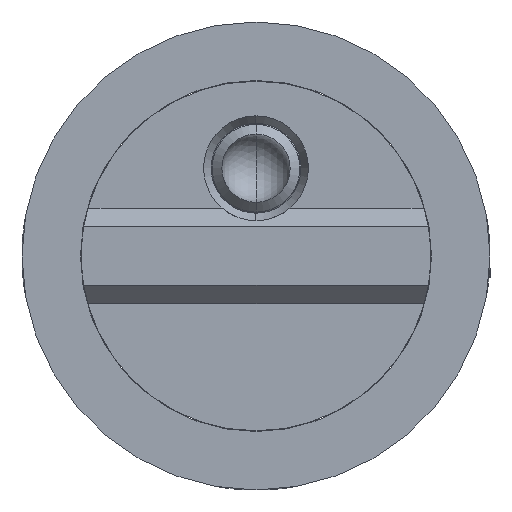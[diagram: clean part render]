
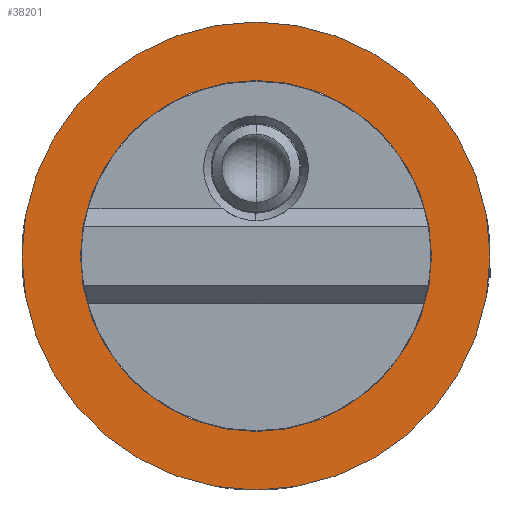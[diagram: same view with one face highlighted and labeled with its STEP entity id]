
A CAD part, left-side view. The second image highlights one B-rep face of the part: STEP entity #38201.
In plain terms, the highlighted planar face has unit normal (-1, 0, 0).
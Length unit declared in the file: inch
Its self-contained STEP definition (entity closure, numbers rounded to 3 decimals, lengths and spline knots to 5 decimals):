
#1731 = EDGE_CURVE ( 'NONE', #4284, #25563, #38326, .T. ) ;
#2161 = AXIS2_PLACEMENT_3D ( 'NONE', #23583, #10017, #34272 ) ;
#4284 = VERTEX_POINT ( 'NONE', #19967 ) ;
#6894 = CIRCLE ( 'NONE', #34113, 0.375 ) ;
#7031 = DIRECTION ( 'NONE',  ( 1., 0., 0. ) ) ;
#7160 = DIRECTION ( 'NONE',  ( 1., 0., 0. ) ) ;
#8090 = EDGE_CURVE ( 'NONE', #25563, #4284, #39146, .T. ) ;
#9999 = CARTESIAN_POINT ( 'NONE',  ( -1.0625, 0., 0. ) ) ;
#10017 = DIRECTION ( 'NONE',  ( 1., 0., 0. ) ) ;
#10174 = PLANE ( 'NONE',  #42286 ) ;
#10255 = DIRECTION ( 'NONE',  ( 1., 0., 0. ) ) ;
#10278 = CARTESIAN_POINT ( 'NONE',  ( -1.0625, 0., -0.375 ) ) ;
#12551 = EDGE_LOOP ( 'NONE', ( #15466, #36788 ) ) ;
#13997 = CARTESIAN_POINT ( 'NONE',  ( -1.0625, 0., 0. ) ) ;
#14249 = ORIENTED_EDGE ( 'NONE', *, *, #14530, .T. ) ;
#14530 = EDGE_CURVE ( 'NONE', #30509, #22520, #30855, .T. ) ;
#15466 = ORIENTED_EDGE ( 'NONE', *, *, #8090, .F. ) ;
#17235 = DIRECTION ( 'NONE',  ( 0., 0., -1. ) ) ;
#17529 = DIRECTION ( 'NONE',  ( 0., 0., -1. ) ) ;
#19967 = CARTESIAN_POINT ( 'NONE',  ( -1.0625, 0., -0.5 ) ) ;
#20261 = CARTESIAN_POINT ( 'NONE',  ( -1.0625, 0., 0. ) ) ;
#21782 = ORIENTED_EDGE ( 'NONE', *, *, #40748, .T. ) ;
#22297 = AXIS2_PLACEMENT_3D ( 'NONE', #13997, #10255, #17529 ) ;
#22520 = VERTEX_POINT ( 'NONE', #10278 ) ;
#23583 = CARTESIAN_POINT ( 'NONE',  ( -1.0625, 0., 0. ) ) ;
#25563 = VERTEX_POINT ( 'NONE', #41356 ) ;
#27238 = DIRECTION ( 'NONE',  ( 1., 0., 0. ) ) ;
#30422 = CARTESIAN_POINT ( 'NONE',  ( -1.0625, 0., 0. ) ) ;
#30509 = VERTEX_POINT ( 'NONE', #37210 ) ;
#30855 = CIRCLE ( 'NONE', #2161, 0.375 ) ;
#33720 = DIRECTION ( 'NONE',  ( 0., 0., -1. ) ) ;
#33833 = DIRECTION ( 'NONE',  ( 0., 0., -1. ) ) ;
#34113 = AXIS2_PLACEMENT_3D ( 'NONE', #30422, #7031, #33720 ) ;
#34272 = DIRECTION ( 'NONE',  ( 0., 0., -1. ) ) ;
#36629 = FACE_BOUND ( 'NONE', #38308, .T. ) ;
#36788 = ORIENTED_EDGE ( 'NONE', *, *, #1731, .F. ) ;
#37210 = CARTESIAN_POINT ( 'NONE',  ( -1.0625, 0., 0.375 ) ) ;
#37755 = AXIS2_PLACEMENT_3D ( 'NONE', #9999, #7160, #33833 ) ;
#38201 = ADVANCED_FACE ( 'NONE', ( #39944, #36629 ), #10174, .F. ) ;
#38308 = EDGE_LOOP ( 'NONE', ( #14249, #21782 ) ) ;
#38326 = CIRCLE ( 'NONE', #22297, 0.5 ) ;
#39146 = CIRCLE ( 'NONE', #37755, 0.5 ) ;
#39944 = FACE_OUTER_BOUND ( 'NONE', #12551, .T. ) ;
#40748 = EDGE_CURVE ( 'NONE', #22520, #30509, #6894, .T. ) ;
#41356 = CARTESIAN_POINT ( 'NONE',  ( -1.0625, 0., 0.5 ) ) ;
#42286 = AXIS2_PLACEMENT_3D ( 'NONE', #20261, #27238, #17235 ) ;
